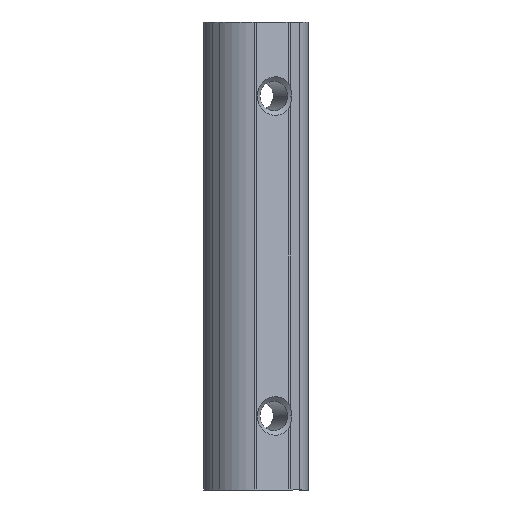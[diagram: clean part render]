
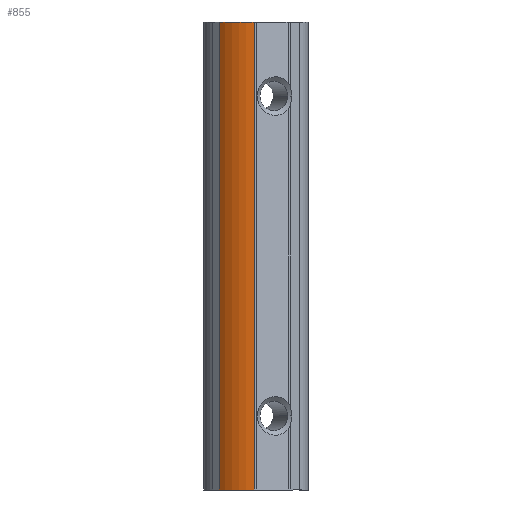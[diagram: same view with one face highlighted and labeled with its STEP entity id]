
A CAD part, front view. The second image highlights one B-rep face of the part: STEP entity #855.
In plain terms, the highlighted cylindrical face has radius 8.85 mm (diameter 17.7 mm), a partial arc.
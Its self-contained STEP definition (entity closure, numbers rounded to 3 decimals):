
#8 = CYLINDRICAL_SURFACE ( 'NONE', #924, 8.85 ) ;
#54 = VERTEX_POINT ( 'NONE', #118 ) ;
#62 = CARTESIAN_POINT ( 'NONE',  ( -6.258, -6.258, -39.5 ) ) ;
#70 = ORIENTED_EDGE ( 'NONE', *, *, #165, .T. ) ;
#72 = AXIS2_PLACEMENT_3D ( 'NONE', #335, #607, #159 ) ;
#109 = DIRECTION ( 'NONE',  ( 0., 0., 1. ) ) ;
#114 = VERTEX_POINT ( 'NONE', #376 ) ;
#115 = EDGE_CURVE ( 'NONE', #536, #114, #959, .T. ) ;
#118 = CARTESIAN_POINT ( 'NONE',  ( -0.393, -8.841, -39.5 ) ) ;
#135 = DIRECTION ( 'NONE',  ( 1., 0., 0. ) ) ;
#156 = AXIS2_PLACEMENT_3D ( 'NONE', #650, #996, #135 ) ;
#159 = DIRECTION ( 'NONE',  ( 1., 0., 0. ) ) ;
#165 = EDGE_CURVE ( 'NONE', #54, #114, #240, .T. ) ;
#177 = VERTEX_POINT ( 'NONE', #62 ) ;
#181 = CARTESIAN_POINT ( 'NONE',  ( -6.258, -6.258, -39.5 ) ) ;
#186 = CARTESIAN_POINT ( 'NONE',  ( -6.258, -6.258, 39.5 ) ) ;
#187 = ORIENTED_EDGE ( 'NONE', *, *, #115, .F. ) ;
#191 = VECTOR ( 'NONE', #109, 1000. ) ;
#240 = LINE ( 'NONE', #829, #675 ) ;
#245 = EDGE_CURVE ( 'NONE', #177, #54, #246, .T. ) ;
#246 = CIRCLE ( 'NONE', #72, 8.85 ) ;
#269 = DIRECTION ( 'NONE',  ( 1., 0., 0. ) ) ;
#324 = ORIENTED_EDGE ( 'NONE', *, *, #245, .T. ) ;
#335 = CARTESIAN_POINT ( 'NONE',  ( 0., 0., -39.5 ) ) ;
#376 = CARTESIAN_POINT ( 'NONE',  ( -0.393, -8.841, 39.5 ) ) ;
#536 = VERTEX_POINT ( 'NONE', #186 ) ;
#589 = EDGE_LOOP ( 'NONE', ( #187, #770, #324, #70 ) ) ;
#607 = DIRECTION ( 'NONE',  ( 0., 0., 1. ) ) ;
#634 = DIRECTION ( 'NONE',  ( 0., 0., 1. ) ) ;
#650 = CARTESIAN_POINT ( 'NONE',  ( 0., 0., 39.5 ) ) ;
#675 = VECTOR ( 'NONE', #751, 1000. ) ;
#751 = DIRECTION ( 'NONE',  ( 0., 0., 1. ) ) ;
#770 = ORIENTED_EDGE ( 'NONE', *, *, #950, .F. ) ;
#797 = LINE ( 'NONE', #181, #191 ) ;
#829 = CARTESIAN_POINT ( 'NONE',  ( -0.393, -8.841, -39.5 ) ) ;
#855 = ADVANCED_FACE ( 'NONE', ( #1057 ), #8, .T. ) ;
#924 = AXIS2_PLACEMENT_3D ( 'NONE', #1081, #634, #269 ) ;
#950 = EDGE_CURVE ( 'NONE', #177, #536, #797, .T. ) ;
#959 = CIRCLE ( 'NONE', #156, 8.85 ) ;
#996 = DIRECTION ( 'NONE',  ( 0., 0., 1. ) ) ;
#1057 = FACE_OUTER_BOUND ( 'NONE', #589, .T. ) ;
#1081 = CARTESIAN_POINT ( 'NONE',  ( 0., 0., -39.5 ) ) ;
